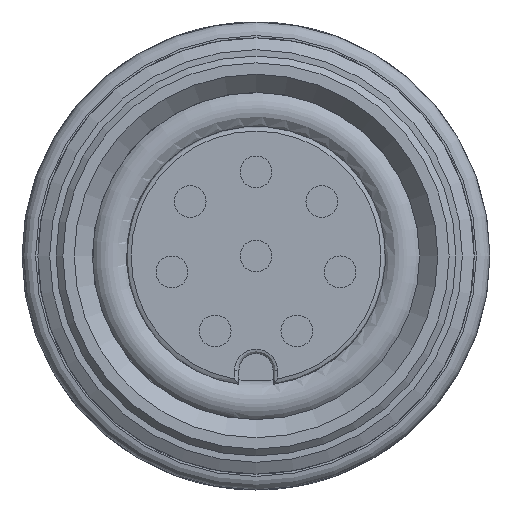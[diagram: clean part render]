
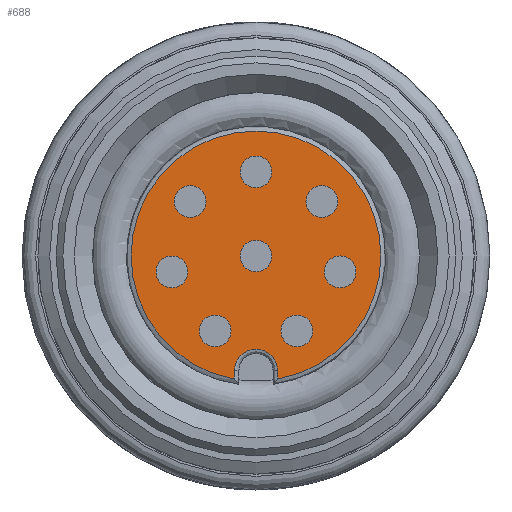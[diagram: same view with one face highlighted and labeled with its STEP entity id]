
A CAD part, left-side view. The second image highlights one B-rep face of the part: STEP entity #688.
In plain terms, the highlighted planar face has unit normal (-1, 0, 0).
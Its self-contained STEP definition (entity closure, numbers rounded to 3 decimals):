
#364=LINE('',#7744,#426);
#365=LINE('',#7748,#427);
#426=VECTOR('',#3506,1.);
#427=VECTOR('',#3509,1.);
#507=PLANE('',#2854);
#688=ADVANCED_FACE('',(#892,#893,#894,#895,#896,#897,#898,#899,#900),#507,
 .F.);
#892=FACE_BOUND('',#1147,.T.);
#893=FACE_BOUND('',#1148,.T.);
#894=FACE_BOUND('',#1149,.T.);
#895=FACE_BOUND('',#1150,.T.);
#896=FACE_BOUND('',#1151,.T.);
#897=FACE_BOUND('',#1152,.T.);
#898=FACE_BOUND('',#1153,.T.);
#899=FACE_BOUND('',#1154,.T.);
#900=FACE_BOUND('',#1155,.T.);
#1147=EDGE_LOOP('',(#1777,#1778,#1779,#1780));
#1148=EDGE_LOOP('',(#1781));
#1149=EDGE_LOOP('',(#1782));
#1150=EDGE_LOOP('',(#1783));
#1151=EDGE_LOOP('',(#1784));
#1152=EDGE_LOOP('',(#1785));
#1153=EDGE_LOOP('',(#1786));
#1154=EDGE_LOOP('',(#1787));
#1155=EDGE_LOOP('',(#1788));
#1777=ORIENTED_EDGE('',*,*,#2360,.T.);
#1778=ORIENTED_EDGE('',*,*,#2377,.T.);
#1779=ORIENTED_EDGE('',*,*,#2378,.T.);
#1780=ORIENTED_EDGE('',*,*,#2379,.T.);
#1781=ORIENTED_EDGE('',*,*,#2376,.F.);
#1782=ORIENTED_EDGE('',*,*,#2373,.T.);
#1783=ORIENTED_EDGE('',*,*,#2372,.F.);
#1784=ORIENTED_EDGE('',*,*,#2369,.T.);
#1785=ORIENTED_EDGE('',*,*,#2368,.T.);
#1786=ORIENTED_EDGE('',*,*,#2365,.T.);
#1787=ORIENTED_EDGE('',*,*,#2363,.T.);
#1788=ORIENTED_EDGE('',*,*,#2362,.F.);
#2035=VERTEX_POINT('',#7678);
#2038=VERTEX_POINT('',#7701);
#2040=VERTEX_POINT('',#7707);
#2041=VERTEX_POINT('',#7710);
#2043=VERTEX_POINT('',#7715);
#2046=VERTEX_POINT('',#7722);
#2047=VERTEX_POINT('',#7725);
#2050=VERTEX_POINT('',#7732);
#2051=VERTEX_POINT('',#7735);
#2054=VERTEX_POINT('',#7742);
#2055=VERTEX_POINT('',#7745);
#2056=VERTEX_POINT('',#7747);
#2360=EDGE_CURVE('',#2035,#2038,#2541,.T.);
#2362=EDGE_CURVE('',#2040,#2040,#2543,.T.);
#2363=EDGE_CURVE('',#2041,#2041,#2544,.T.);
#2365=EDGE_CURVE('',#2043,#2043,#2546,.T.);
#2368=EDGE_CURVE('',#2046,#2046,#2549,.T.);
#2369=EDGE_CURVE('',#2047,#2047,#2550,.T.);
#2372=EDGE_CURVE('',#2050,#2050,#2553,.T.);
#2373=EDGE_CURVE('',#2051,#2051,#2554,.T.);
#2376=EDGE_CURVE('',#2054,#2054,#2557,.T.);
#2377=EDGE_CURVE('',#2038,#2055,#364,.T.);
#2378=EDGE_CURVE('',#2055,#2056,#2558,.T.);
#2379=EDGE_CURVE('',#2056,#2035,#365,.T.);
#2541=CIRCLE('',#2827,2.75);
#2543=CIRCLE('',#2830,0.35);
#2544=CIRCLE('',#2832,0.35);
#2546=CIRCLE('',#2835,0.35);
#2549=CIRCLE('',#2839,0.35);
#2550=CIRCLE('',#2841,0.35);
#2553=CIRCLE('',#2845,0.35);
#2554=CIRCLE('',#2847,0.35);
#2557=CIRCLE('',#2851,0.35);
#2558=CIRCLE('',#2853,0.475);
#2827=AXIS2_PLACEMENT_3D('',#7702,#3454,#3455);
#2830=AXIS2_PLACEMENT_3D('',#7706,#3460,#3461);
#2832=AXIS2_PLACEMENT_3D('',#7709,#3464,#3465);
#2835=AXIS2_PLACEMENT_3D('',#7714,#3470,#3471);
#2839=AXIS2_PLACEMENT_3D('',#7721,#3478,#3479);
#2841=AXIS2_PLACEMENT_3D('',#7724,#3482,#3483);
#2845=AXIS2_PLACEMENT_3D('',#7731,#3490,#3491);
#2847=AXIS2_PLACEMENT_3D('',#7734,#3494,#3495);
#2851=AXIS2_PLACEMENT_3D('',#7741,#3502,#3503);
#2853=AXIS2_PLACEMENT_3D('',#7746,#3507,#3508);
#2854=AXIS2_PLACEMENT_3D('',#7749,#3510,#3511);
#3454=DIRECTION('',(-1.,0.,0.));
#3455=DIRECTION('',(0.,0.,-1.));
#3460=DIRECTION('',(-1.,0.,0.));
#3461=DIRECTION('',(0.,0.,-1.));
#3464=DIRECTION('',(1.,0.,0.));
#3465=DIRECTION('',(0.,0.,-1.));
#3470=DIRECTION('',(1.,0.,0.));
#3471=DIRECTION('',(0.,0.,-1.));
#3478=DIRECTION('',(1.,0.,0.));
#3479=DIRECTION('',(0.,0.,-1.));
#3482=DIRECTION('',(1.,0.,0.));
#3483=DIRECTION('',(0.,0.,-1.));
#3490=DIRECTION('',(-1.,0.,0.));
#3491=DIRECTION('',(0.,0.,-1.));
#3494=DIRECTION('',(1.,0.,0.));
#3495=DIRECTION('',(0.,0.,-1.));
#3502=DIRECTION('',(-1.,0.,0.));
#3503=DIRECTION('',(0.,0.,-1.));
#3506=DIRECTION('',(0.,0.,1.));
#3507=DIRECTION('',(1.,0.,0.));
#3508=DIRECTION('',(0.,0.,-1.));
#3509=DIRECTION('',(0.,0.,-1.));
#3510=DIRECTION('',(1.,0.,0.));
#3511=DIRECTION('',(0.,0.,-1.));
#7678=CARTESIAN_POINT('',(42.7,49.525,-2.709));
#7701=CARTESIAN_POINT('',(42.7,50.475,-2.709));
#7702=CARTESIAN_POINT('',(42.7,50.,0.));
#7706=CARTESIAN_POINT('',(42.7,51.85,-0.35));
#7707=CARTESIAN_POINT('',(42.7,51.85,-0.7));
#7709=CARTESIAN_POINT('',(42.7,48.15,-0.35));
#7710=CARTESIAN_POINT('',(42.7,48.15,-0.7));
#7714=CARTESIAN_POINT('',(42.7,50.,0.));
#7715=CARTESIAN_POINT('',(42.7,50.,-0.35));
#7721=CARTESIAN_POINT('',(42.7,50.,1.85));
#7722=CARTESIAN_POINT('',(42.7,50.,1.5));
#7724=CARTESIAN_POINT('',(42.7,48.55,1.2));
#7725=CARTESIAN_POINT('',(42.7,48.55,0.85));
#7731=CARTESIAN_POINT('',(42.7,51.45,1.2));
#7732=CARTESIAN_POINT('',(42.7,51.45,0.85));
#7734=CARTESIAN_POINT('',(42.7,49.1,-1.65));
#7735=CARTESIAN_POINT('',(42.7,49.1,-2.));
#7741=CARTESIAN_POINT('',(42.7,50.9,-1.65));
#7742=CARTESIAN_POINT('',(42.7,50.9,-2.));
#7744=CARTESIAN_POINT('',(42.7,50.475,0.));
#7745=CARTESIAN_POINT('',(42.7,50.475,-2.525));
#7746=CARTESIAN_POINT('',(42.7,50.,-2.525));
#7747=CARTESIAN_POINT('',(42.7,49.525,-2.525));
#7748=CARTESIAN_POINT('',(42.7,49.525,0.));
#7749=CARTESIAN_POINT('',(42.7,50.,0.));
